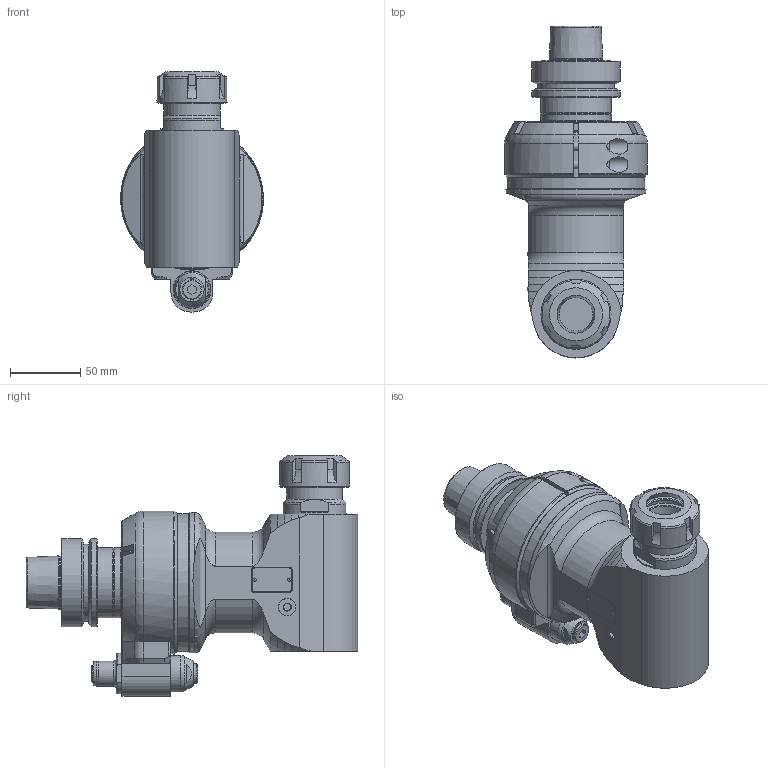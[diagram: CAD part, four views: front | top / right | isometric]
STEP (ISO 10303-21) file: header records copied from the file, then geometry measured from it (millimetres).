
FILE_DESCRIPTION(/* description */ (''),/* implementation_level */ '2;1');
FILE_NAME(/* name */ '9.F90.20S00-1H63F.stp',/* time_stamp */ '2025-11-14T10:40:54-05:00',/* author */ ('jkrenzer'),/* organization */ (''),/* preprocessor_version */ 'ST-DEVELOPER v20',/* originating_system */ 'Autodesk Inventor 2025',/* authorisation */ '');
FILE_SCHEMA (('AUTOMOTIVE_DESIGN { 1 0 10303 214 3 1 1 }'));
Length unit declared in the file: inch
Products named in the file (3): 9.F90.20S00-1H63F; 9GA11C_C66  (EVO, Type 1, HSK63F, 65mm); 9_F90_20S00
Assembly tree (2 placements, depth 2):
  9.F90.20S00-1H63F
    9GA11C_C66  (EVO, Type 1, HSK63F, 65mm)
    9_F90_20S00
Bounding box: 102 x 237 x 171.5 mm (x, y, z)
Volume: 1177766.4 mm3; surface area: 161655.8 mm2
Topology: 7 solids, 8 shells, 636 faces, 1787 edges, 1232 vertices
Faces by surface type: plane 288, cylinder 148, cone 126, torus 44, bspline 26, sphere 4
Full cylindrical faces by diameter (mm): 2.5 x3, 2.6 x2, 3 x2, 3.3 x2, 4.2 x2, 5 x2, 6 x2, 6.5 x3, 7 x2, 8 x1, 8.821 x1, 9 x1, 9.2 x1, 10 x4, 10.4 x2, 11 x2, 12 x4, 12.5 x3, 12.8 x1, 13 x1, 14 x1, 18 x2, 20 x1, 21.8 x1, 22.6 x1, 24 x1, 26 x3, 27 x2, 27.5 x1, 29 x1
Entity records: 27543 total; most frequent: CARTESIAN_POINT 11145, ORIENTED_EDGE 3546, DIRECTION 3268, EDGE_CURVE 1773, VERTEX_POINT 1232, AXIS2_PLACEMENT_3D 1208, LINE 852, VECTOR 852
